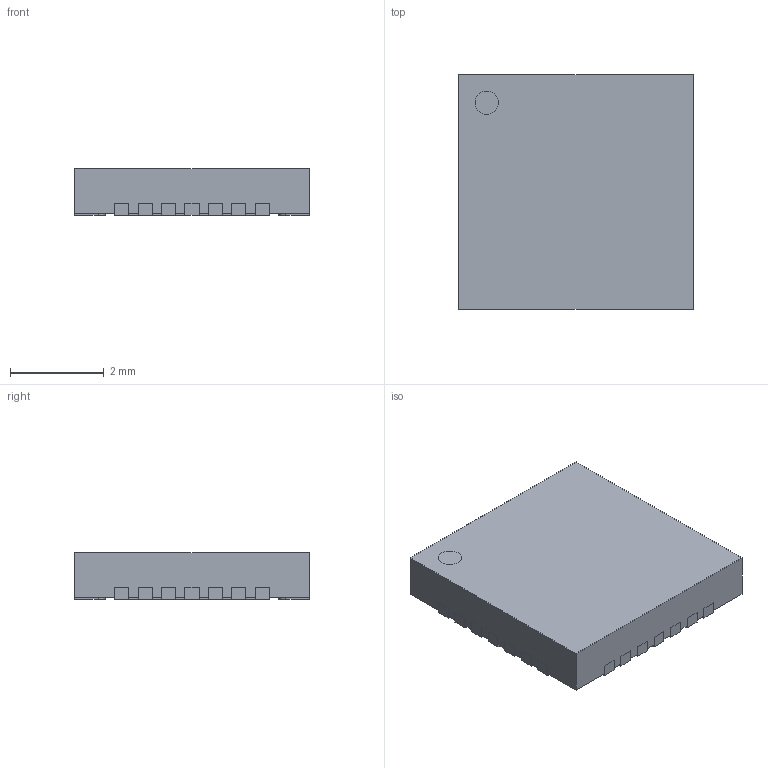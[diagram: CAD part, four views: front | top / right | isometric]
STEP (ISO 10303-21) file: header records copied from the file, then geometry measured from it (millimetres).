
FILE_DESCRIPTION((''),'2;1');
FILE_NAME('QFN50P500X500X100-29N-S325.stp','2012-06-28T10:05:06',(''),(''),'Mechanical Desktop 2011','Mechanical Desktop 2011',', , ');
FILE_SCHEMA(('AUTOMOTIVE_DESIGN { 1 2 10303 214 1 1 1 1 }'));
Length unit declared in the file: millimetre
Products named in the file (1): Product
Bounding box: 5 x 5 x 1 mm (x, y, z)
Volume: 24.5 mm3; surface area: 120.7 mm2
Topology: 31 solids, 31 shells, 299 faces, 708 edges, 472 vertices
Faces by surface type: bspline 146, plane 121, cylinder 32
Entity records: 8935 total; most frequent: CARTESIAN_POINT 2310, ORIENTED_EDGE 1416, DIRECTION 1136, EDGE_CURVE 708, VECTOR 588, LINE 588, VERTEX_POINT 472, EDGE_LOOP 300
